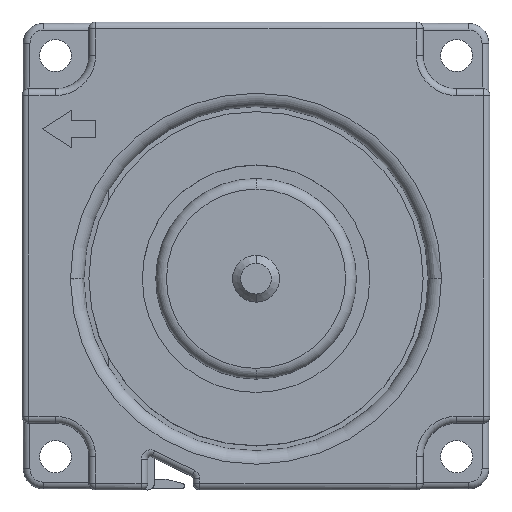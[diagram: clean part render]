
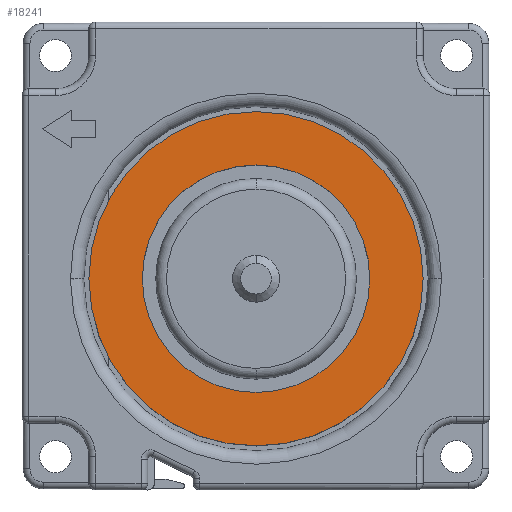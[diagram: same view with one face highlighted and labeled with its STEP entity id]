
A CAD part, top view. The second image highlights one B-rep face of the part: STEP entity #18241.
In plain terms, the highlighted face is planar.
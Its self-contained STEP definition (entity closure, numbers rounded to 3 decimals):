
#17956=CARTESIAN_POINT('',(0.,6.15,0.));
#17957=DIRECTION('',(0.,-1.,0.));
#17958=DIRECTION('',(1.,0.,0.));
#17959=AXIS2_PLACEMENT_3D('',#17956,#17957,#17958);
#17961=CARTESIAN_POINT('',(0.,6.15,0.));
#17962=DIRECTION('',(0.,-1.,0.));
#17963=DIRECTION('',(-1.,0.,0.));
#17964=AXIS2_PLACEMENT_3D('',#17961,#17962,#17963);
#17966=CARTESIAN_POINT('',(0.,6.15,0.));
#17967=DIRECTION('',(0.,1.,0.));
#17968=DIRECTION('',(1.,0.,0.));
#17969=AXIS2_PLACEMENT_3D('',#17966,#17967,#17968);
#17971=CARTESIAN_POINT('',(0.,6.15,0.));
#17972=DIRECTION('',(0.,1.,0.));
#17973=DIRECTION('',(-1.,0.,0.));
#17974=AXIS2_PLACEMENT_3D('',#17971,#17972,#17973);
#18102=CARTESIAN_POINT('',(-8.508,6.15,0.));
#18103=VERTEX_POINT('',#18102);
#18104=CARTESIAN_POINT('',(8.508,6.15,0.));
#18105=VERTEX_POINT('',#18104);
#18110=CARTESIAN_POINT('',(-12.5,6.15,0.));
#18111=VERTEX_POINT('',#18110);
#18112=CARTESIAN_POINT('',(12.5,6.15,0.));
#18113=VERTEX_POINT('',#18112);
#18226=CARTESIAN_POINT('',(0.,6.15,0.));
#18227=DIRECTION('',(0.,1.,0.));
#18228=DIRECTION('',(-0.963,0.,0.27));
#18229=AXIS2_PLACEMENT_3D('',#18226,#18227,#18228);
#18230=PLANE('',#18229);
#18231=ORIENTED_EDGE('',*,*,#18205,.T.);
#18232=ORIENTED_EDGE('',*,*,#18219,.T.);
#18233=EDGE_LOOP('',(#18231,#18232));
#18234=FACE_OUTER_BOUND('',#18233,.F.);
#18236=ORIENTED_EDGE('',*,*,#18235,.T.);
#18238=ORIENTED_EDGE('',*,*,#18237,.T.);
#18239=EDGE_LOOP('',(#18236,#18238));
#18240=FACE_BOUND('',#18239,.F.);
#17960=CIRCLE('',#17959,12.5);
#17965=CIRCLE('',#17964,12.5);
#17970=CIRCLE('',#17969,8.508);
#17975=CIRCLE('',#17974,8.508);
#18205=EDGE_CURVE('',#18113,#18111,#17960,.T.);
#18219=EDGE_CURVE('',#18111,#18113,#17965,.T.);
#18235=EDGE_CURVE('',#18105,#18103,#17970,.T.);
#18237=EDGE_CURVE('',#18103,#18105,#17975,.T.);
#18241=ADVANCED_FACE('',(#18234,#18240),#18230,.T.);
